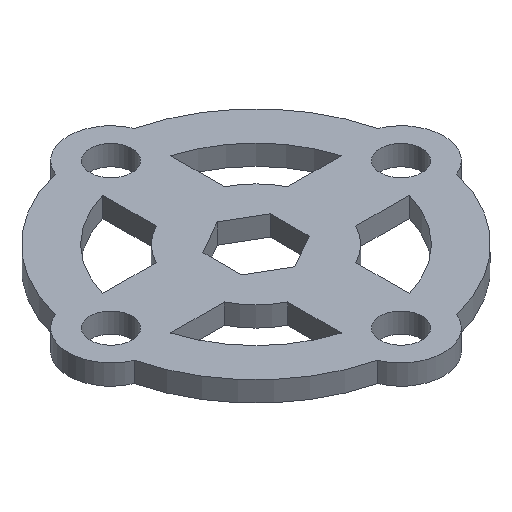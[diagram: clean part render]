
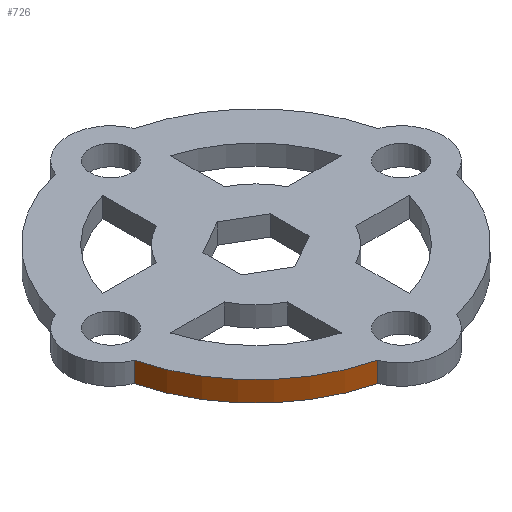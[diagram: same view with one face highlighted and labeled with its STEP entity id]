
A CAD part, isometric view. The second image highlights one B-rep face of the part: STEP entity #726.
In plain terms, the highlighted cylindrical face has radius 24.66 mm (diameter 49.32 mm), a partial arc.
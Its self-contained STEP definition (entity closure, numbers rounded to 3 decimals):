
#78=FACE_OUTER_BOUND('',#114,.T.);
#114=EDGE_LOOP('',(#589,#590,#591,#592));
#196=LINE('',#1216,#258);
#197=LINE('',#1222,#259);
#258=VECTOR('',#1000,10.);
#259=VECTOR('',#1007,10.);
#293=CIRCLE('',#807,24.66);
#294=CIRCLE('',#808,24.66);
#361=VERTEX_POINT('',#1212);
#362=VERTEX_POINT('',#1214);
#363=VERTEX_POINT('',#1218);
#364=VERTEX_POINT('',#1220);
#458=EDGE_CURVE('',#361,#362,#196,.T.);
#459=EDGE_CURVE('',#361,#363,#293,.T.);
#460=EDGE_CURVE('',#364,#362,#294,.T.);
#461=EDGE_CURVE('',#363,#364,#197,.T.);
#589=ORIENTED_EDGE('',*,*,#459,.F.);
#590=ORIENTED_EDGE('',*,*,#458,.T.);
#591=ORIENTED_EDGE('',*,*,#460,.F.);
#592=ORIENTED_EDGE('',*,*,#461,.F.);
#692=CYLINDRICAL_SURFACE('',#806,24.66);
#726=ADVANCED_FACE('',(#78),#692,.T.);
#806=AXIS2_PLACEMENT_3D('',#1217,#1001,#1002);
#807=AXIS2_PLACEMENT_3D('',#1219,#1003,#1004);
#808=AXIS2_PLACEMENT_3D('',#1221,#1005,#1006);
#1000=DIRECTION('',(0.,0.,-1.));
#1001=DIRECTION('center_axis',(0.,0.,-1.));
#1002=DIRECTION('ref_axis',(-0.971,-0.238,0.));
#1003=DIRECTION('center_axis',(0.,0.,1.));
#1004=DIRECTION('ref_axis',(-0.971,-0.238,0.));
#1005=DIRECTION('center_axis',(0.,0.,-1.));
#1006=DIRECTION('ref_axis',(-0.971,-0.238,0.));
#1007=DIRECTION('',(0.,0.,-1.));
#1212=CARTESIAN_POINT('',(-203.952,-90.865,0.));
#1214=CARTESIAN_POINT('',(-203.952,-90.865,-3.));
#1216=CARTESIAN_POINT('',(-203.952,-90.865,0.));
#1217=CARTESIAN_POINT('Origin',(-180.,-85.,0.));
#1218=CARTESIAN_POINT('',(-185.865,-108.952,0.));
#1219=CARTESIAN_POINT('Origin',(-180.,-85.,0.));
#1220=CARTESIAN_POINT('',(-185.865,-108.952,-3.));
#1221=CARTESIAN_POINT('Origin',(-180.,-85.,-3.));
#1222=CARTESIAN_POINT('',(-185.865,-108.952,0.));
